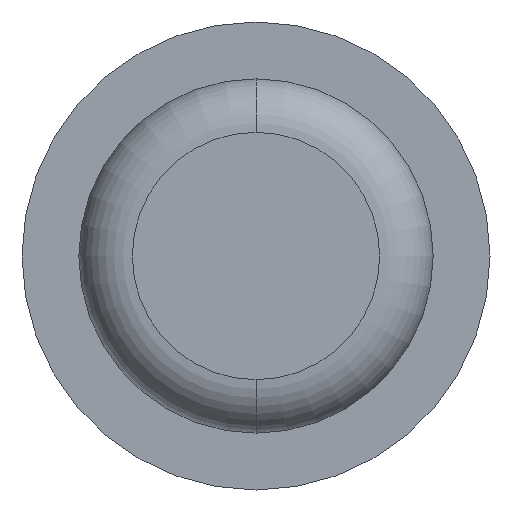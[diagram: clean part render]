
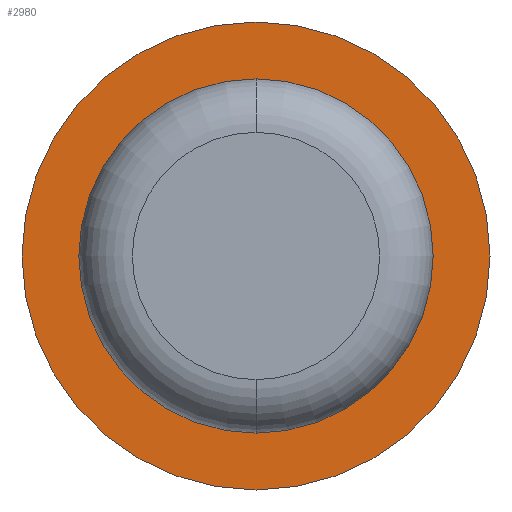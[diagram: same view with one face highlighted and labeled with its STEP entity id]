
A CAD part, front view. The second image highlights one B-rep face of the part: STEP entity #2980.
In plain terms, the highlighted planar face has unit normal (0, -1, 0).
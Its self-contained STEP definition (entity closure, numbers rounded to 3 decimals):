
#93 = CARTESIAN_POINT ( 'NONE',  ( 0., 7.9, 0. ) ) ;
#253 = CARTESIAN_POINT ( 'NONE',  ( 0., 7.9, -1.75 ) ) ;
#286 = EDGE_CURVE ( 'Defeature ausgef�hrt1_2+Defeature ausgef�hrt1_3+Defeature ausgef�hrt1_3+Defeature ausgef�hrt1_3', #1925, #2128, #2598, .T. ) ;
#296 = AXIS2_PLACEMENT_3D ( 'NONE', #580, #1189, #1492 ) ;
#330 = CIRCLE ( 'NONE', #2391, 1.325 ) ;
#408 = EDGE_CURVE ( 'Defeature ausgef�hrt1_1+Defeature ausgef�hrt1_2+Defeature ausgef�hrt1_2+Defeature ausgef�hrt1_2', #3486, #3231, #330, .T. ) ;
#424 = ORIENTED_EDGE ( 'NONE', *, *, #408, .F. ) ;
#580 = CARTESIAN_POINT ( 'NONE',  ( 0., 7.9, 0. ) ) ;
#618 = EDGE_LOOP ( 'NONE', ( #424, #1052 ) ) ;
#653 = CARTESIAN_POINT ( 'NONE',  ( 0., 7.9, 0. ) ) ;
#741 = CARTESIAN_POINT ( 'NONE',  ( 0., 7.9, 1.325 ) ) ;
#765 = ORIENTED_EDGE ( 'NONE', *, *, #286, .T. ) ;
#877 = EDGE_CURVE ( 'Defeature ausgef�hrt1_1+Defeature ausgef�hrt1_2+Defeature ausgef�hrt1_2+Defeature ausgef�hrt1_2', #3231, #3486, #1670, .T. ) ;
#1052 = ORIENTED_EDGE ( 'NONE', *, *, #877, .F. ) ;
#1153 = EDGE_CURVE ( 'Defeature ausgef�hrt1_2+Defeature ausgef�hrt1_3+Defeature ausgef�hrt1_3+Defeature ausgef�hrt1_3', #2128, #1925, #3423, .T. ) ;
#1156 = AXIS2_PLACEMENT_3D ( 'NONE', #3397, #2162, #2798 ) ;
#1189 = DIRECTION ( 'NONE',  ( 0., -1., 0. ) ) ;
#1296 = EDGE_LOOP ( 'NONE', ( #3917, #765 ) ) ;
#1492 = DIRECTION ( 'NONE',  ( 0., 0., -1. ) ) ;
#1546 = PLANE ( 'NONE',  #1156 ) ;
#1670 = CIRCLE ( 'NONE', #2939, 1.325 ) ;
#1925 = VERTEX_POINT ( 'NONE', #3441 ) ;
#1928 = DIRECTION ( 'NONE',  ( 0., -1., 0. ) ) ;
#1943 = DIRECTION ( 'NONE',  ( 0., 0., -1. ) ) ;
#2128 = VERTEX_POINT ( 'NONE', #253 ) ;
#2132 = DIRECTION ( 'NONE',  ( 0., 0., -1. ) ) ;
#2146 = DIRECTION ( 'NONE',  ( 0., -1., 0. ) ) ;
#2162 = DIRECTION ( 'NONE',  ( 0., -1., 0. ) ) ;
#2192 = DIRECTION ( 'NONE',  ( 0., -1., 0. ) ) ;
#2259 = FACE_OUTER_BOUND ( 'NONE', #1296, .T. ) ;
#2355 = FACE_BOUND ( 'NONE', #618, .T. ) ;
#2391 = AXIS2_PLACEMENT_3D ( 'NONE', #93, #2192, #2838 ) ;
#2598 = CIRCLE ( 'NONE', #3765, 1.75 ) ;
#2798 = DIRECTION ( 'NONE',  ( 0., 0., -1. ) ) ;
#2838 = DIRECTION ( 'NONE',  ( 0., 0., -1. ) ) ;
#2939 = AXIS2_PLACEMENT_3D ( 'NONE', #653, #1928, #1943 ) ;
#2980 = ADVANCED_FACE ( 'Defeature ausgef�hrt1_2', ( #2259, #2355 ), #1546, .T. ) ;
#3231 = VERTEX_POINT ( 'NONE', #741 ) ;
#3397 = CARTESIAN_POINT ( 'NONE',  ( 1.325, 7.9, 0. ) ) ;
#3407 = CARTESIAN_POINT ( 'NONE',  ( 0., 7.9, 0. ) ) ;
#3423 = CIRCLE ( 'NONE', #296, 1.75 ) ;
#3441 = CARTESIAN_POINT ( 'NONE',  ( 0., 7.9, 1.75 ) ) ;
#3486 = VERTEX_POINT ( 'NONE', #3738 ) ;
#3738 = CARTESIAN_POINT ( 'NONE',  ( 0., 7.9, -1.325 ) ) ;
#3765 = AXIS2_PLACEMENT_3D ( 'NONE', #3407, #2146, #2132 ) ;
#3917 = ORIENTED_EDGE ( 'NONE', *, *, #1153, .T. ) ;
